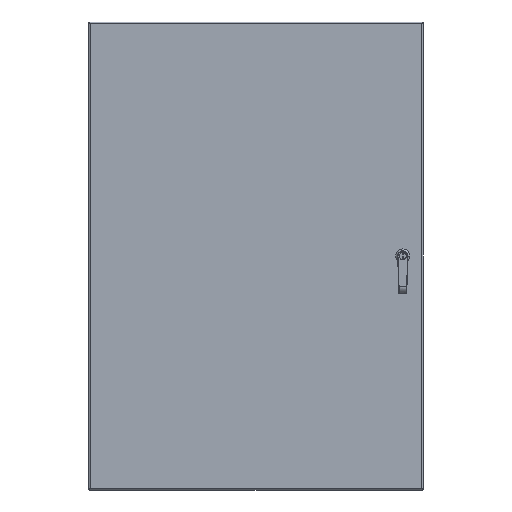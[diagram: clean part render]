
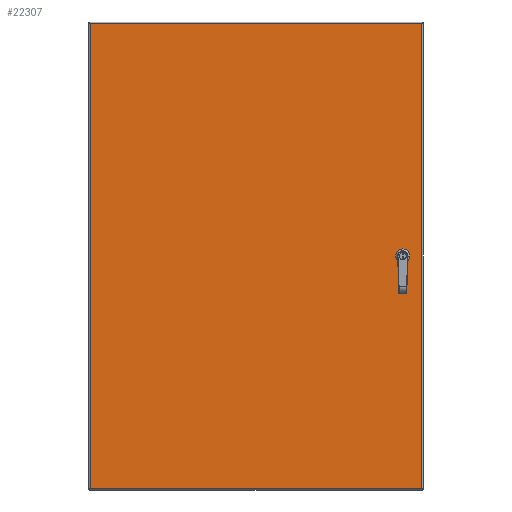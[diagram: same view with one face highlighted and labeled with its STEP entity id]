
A CAD part, front view. The second image highlights one B-rep face of the part: STEP entity #22307.
In plain terms, the highlighted planar face has unit normal (0, -1, 0).
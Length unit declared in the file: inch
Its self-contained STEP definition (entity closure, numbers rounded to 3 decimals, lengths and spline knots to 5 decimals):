
#533 = FACE_OUTER_BOUND ( 'NONE', #69616, .T. ) ;
#1197 = CARTESIAN_POINT ( 'NONE',  ( 12.7815, -8.837, 0.231 ) ) ;
#1324 = FACE_BOUND ( 'NONE', #29640, .T. ) ;
#1779 = CARTESIAN_POINT ( 'NONE',  ( 13.5725, -8.837, -0.231 ) ) ;
#2065 = DIRECTION ( 'NONE',  ( 1., 0., 0. ) ) ;
#4554 = ORIENTED_EDGE ( 'NONE', *, *, #42059, .T. ) ;
#5658 = ORIENTED_EDGE ( 'NONE', *, *, #8581, .T. ) ;
#5786 = ORIENTED_EDGE ( 'NONE', *, *, #14125, .T. ) ;
#6907 = LINE ( 'NONE', #18035, #67897 ) ;
#7354 = VECTOR ( 'NONE', #16594, 39.37008 ) ;
#7596 = EDGE_CURVE ( 'NONE', #62167, #38408, #76949, .T. ) ;
#7909 = CARTESIAN_POINT ( 'NONE',  ( 13.5725, -8.837, 0.231 ) ) ;
#8581 = EDGE_CURVE ( 'NONE', #55045, #43421, #70950, .T. ) ;
#8582 = VECTOR ( 'NONE', #70243, 39.37008 ) ;
#9744 = LINE ( 'NONE', #64949, #36694 ) ;
#10214 = ORIENTED_EDGE ( 'NONE', *, *, #77530, .T. ) ;
#10782 = VERTEX_POINT ( 'NONE', #13763 ) ;
#11730 = VECTOR ( 'NONE', #19187, 39.37008 ) ;
#12251 = EDGE_CURVE ( 'NONE', #45468, #49370, #15852, .T. ) ;
#13763 = CARTESIAN_POINT ( 'NONE',  ( 14.865, -8.837, 20.8765 ) ) ;
#14125 = EDGE_CURVE ( 'NONE', #38408, #17097, #9744, .T. ) ;
#15852 = LINE ( 'NONE', #35650, #65805 ) ;
#16124 = LINE ( 'NONE', #64574, #50516 ) ;
#16484 = DIRECTION ( 'NONE',  ( -1., 0., 0. ) ) ;
#16594 = DIRECTION ( 'NONE',  ( 0.707, 0., -0.707 ) ) ;
#17097 = VERTEX_POINT ( 'NONE', #1779 ) ;
#17652 = DIRECTION ( 'NONE',  ( 1., 0., 0. ) ) ;
#17806 = VECTOR ( 'NONE', #16484, 39.37008 ) ;
#18035 = CARTESIAN_POINT ( 'NONE',  ( -14.888, -8.837, -20.8765 ) ) ;
#18245 = CARTESIAN_POINT ( 'NONE',  ( 13.408, -8.837, -0.3955 ) ) ;
#19187 = DIRECTION ( 'NONE',  ( 0., 0., -1. ) ) ;
#20097 = ORIENTED_EDGE ( 'NONE', *, *, #7596, .T. ) ;
#22307 = ADVANCED_FACE ( 'NONE', ( #533, #1324 ), #72051, .T. ) ;
#22433 = VERTEX_POINT ( 'NONE', #50555 ) ;
#22447 = DIRECTION ( 'NONE',  ( 0., 0., -1. ) ) ;
#24376 = DIRECTION ( 'NONE',  ( 0., 0., -1. ) ) ;
#24786 = ORIENTED_EDGE ( 'NONE', *, *, #39792, .T. ) ;
#28138 = CARTESIAN_POINT ( 'NONE',  ( 12.946, -8.837, -0.3955 ) ) ;
#29640 = EDGE_LOOP ( 'NONE', ( #24786, #5658, #50946, #20097, #5786, #45269, #69321, #77783 ) ) ;
#33884 = CARTESIAN_POINT ( 'NONE',  ( 12.946, -8.837, 0.3955 ) ) ;
#34019 = CARTESIAN_POINT ( 'NONE',  ( 12.946, -8.837, 0.3955 ) ) ;
#34371 = DIRECTION ( 'NONE',  ( -1., 0., 0. ) ) ;
#34503 = CARTESIAN_POINT ( 'NONE',  ( 12.7815, -8.837, 0.231 ) ) ;
#35650 = CARTESIAN_POINT ( 'NONE',  ( 12.7815, -8.837, -0.231 ) ) ;
#35997 = ORIENTED_EDGE ( 'NONE', *, *, #67481, .T. ) ;
#36694 = VECTOR ( 'NONE', #22447, 39.37008 ) ;
#38408 = VERTEX_POINT ( 'NONE', #7909 ) ;
#39343 = CARTESIAN_POINT ( 'NONE',  ( -14.888, -8.837, -20.8765 ) ) ;
#39792 = EDGE_CURVE ( 'NONE', #49370, #55045, #41629, .T. ) ;
#41629 = LINE ( 'NONE', #34503, #69041 ) ;
#41865 = CARTESIAN_POINT ( 'NONE',  ( -14.888, -8.837, -20.8765 ) ) ;
#42059 = EDGE_CURVE ( 'NONE', #59778, #22433, #6907, .T. ) ;
#43421 = VERTEX_POINT ( 'NONE', #33884 ) ;
#45145 = EDGE_CURVE ( 'NONE', #17097, #68068, #55964, .T. ) ;
#45234 = CARTESIAN_POINT ( 'NONE',  ( 13.5725, -8.837, -0.231 ) ) ;
#45269 = ORIENTED_EDGE ( 'NONE', *, *, #45145, .T. ) ;
#45468 = VERTEX_POINT ( 'NONE', #28138 ) ;
#47137 = VERTEX_POINT ( 'NONE', #47720 ) ;
#47169 = LINE ( 'NONE', #69865, #8582 ) ;
#47720 = CARTESIAN_POINT ( 'NONE',  ( -14.888, -8.837, 20.8765 ) ) ;
#47990 = CARTESIAN_POINT ( 'NONE',  ( 13.408, -8.837, 0.3955 ) ) ;
#48968 = LINE ( 'NONE', #39343, #11730 ) ;
#49370 = VERTEX_POINT ( 'NONE', #75406 ) ;
#49460 = EDGE_CURVE ( 'NONE', #22433, #10782, #47169, .T. ) ;
#49545 = VECTOR ( 'NONE', #2065, 39.37008 ) ;
#50516 = VECTOR ( 'NONE', #34371, 39.37008 ) ;
#50555 = CARTESIAN_POINT ( 'NONE',  ( 14.865, -8.837, -20.8765 ) ) ;
#50946 = ORIENTED_EDGE ( 'NONE', *, *, #74219, .T. ) ;
#54337 = VECTOR ( 'NONE', #63037, 39.37008 ) ;
#55045 = VERTEX_POINT ( 'NONE', #1197 ) ;
#55964 = LINE ( 'NONE', #45234, #73149 ) ;
#59778 = VERTEX_POINT ( 'NONE', #66339 ) ;
#62167 = VERTEX_POINT ( 'NONE', #47990 ) ;
#62327 = DIRECTION ( 'NONE',  ( -0.707, 0., -0.707 ) ) ;
#62827 = LINE ( 'NONE', #68412, #49545 ) ;
#63037 = DIRECTION ( 'NONE',  ( 0.707, 0., 0.707 ) ) ;
#63679 = ORIENTED_EDGE ( 'NONE', *, *, #49460, .T. ) ;
#63758 = LINE ( 'NONE', #64152, #17806 ) ;
#64152 = CARTESIAN_POINT ( 'NONE',  ( 12.946, -8.837, -0.3955 ) ) ;
#64574 = CARTESIAN_POINT ( 'NONE',  ( -14.888, -8.837, 20.8765 ) ) ;
#64949 = CARTESIAN_POINT ( 'NONE',  ( 13.5725, -8.837, -0.231 ) ) ;
#65805 = VECTOR ( 'NONE', #76595, 39.37008 ) ;
#66098 = DIRECTION ( 'NONE',  ( 0., -1., 0. ) ) ;
#66233 = AXIS2_PLACEMENT_3D ( 'NONE', #41865, #66098, #24376 ) ;
#66339 = CARTESIAN_POINT ( 'NONE',  ( -14.888, -8.837, -20.8765 ) ) ;
#67481 = EDGE_CURVE ( 'NONE', #10782, #47137, #16124, .T. ) ;
#67897 = VECTOR ( 'NONE', #17652, 39.37008 ) ;
#68068 = VERTEX_POINT ( 'NONE', #18245 ) ;
#68412 = CARTESIAN_POINT ( 'NONE',  ( 13.408, -8.837, 0.3955 ) ) ;
#69041 = VECTOR ( 'NONE', #71434, 39.37008 ) ;
#69321 = ORIENTED_EDGE ( 'NONE', *, *, #72771, .T. ) ;
#69616 = EDGE_LOOP ( 'NONE', ( #63679, #35997, #10214, #4554 ) ) ;
#69865 = CARTESIAN_POINT ( 'NONE',  ( 14.865, -8.837, -20.8765 ) ) ;
#70243 = DIRECTION ( 'NONE',  ( 0., 0., 1. ) ) ;
#70950 = LINE ( 'NONE', #34019, #54337 ) ;
#70998 = CARTESIAN_POINT ( 'NONE',  ( 13.408, -8.837, 0.3955 ) ) ;
#71434 = DIRECTION ( 'NONE',  ( 0., 0., 1. ) ) ;
#72051 = PLANE ( 'NONE',  #66233 ) ;
#72771 = EDGE_CURVE ( 'NONE', #68068, #45468, #63758, .T. ) ;
#73149 = VECTOR ( 'NONE', #62327, 39.37008 ) ;
#74219 = EDGE_CURVE ( 'NONE', #43421, #62167, #62827, .T. ) ;
#75406 = CARTESIAN_POINT ( 'NONE',  ( 12.7815, -8.837, -0.231 ) ) ;
#76595 = DIRECTION ( 'NONE',  ( -0.707, 0., 0.707 ) ) ;
#76949 = LINE ( 'NONE', #70998, #7354 ) ;
#77530 = EDGE_CURVE ( 'NONE', #47137, #59778, #48968, .T. ) ;
#77783 = ORIENTED_EDGE ( 'NONE', *, *, #12251, .T. ) ;
